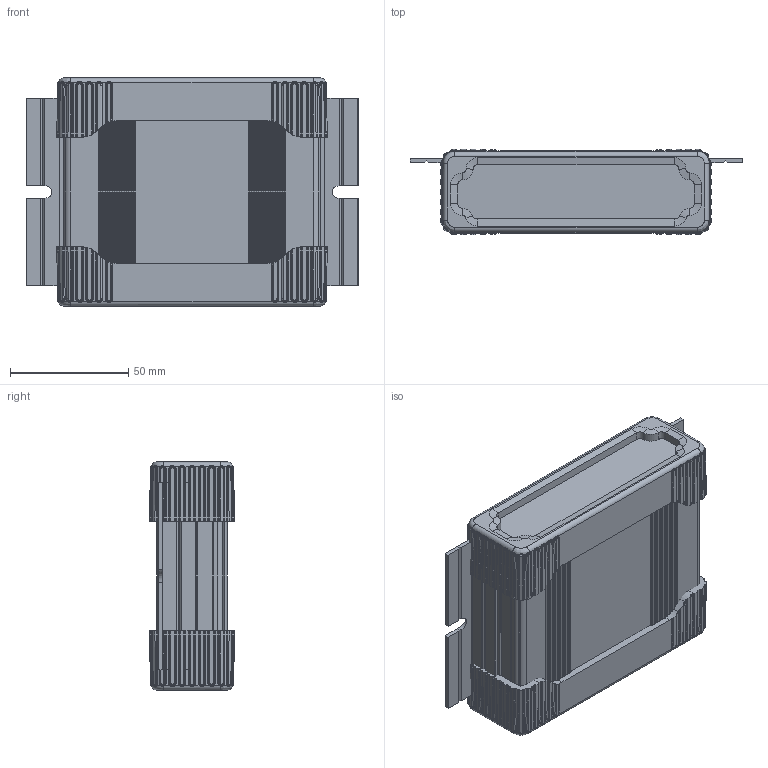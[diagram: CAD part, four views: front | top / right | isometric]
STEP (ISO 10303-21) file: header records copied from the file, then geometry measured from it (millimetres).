
FILE_DESCRIPTION (( 'STEP AP203' ), '1' );
FILE_NAME ('b2-080_asm.STEP', '2019-05-01T01:27:16', ( 'Rudy' ), ( '' ), 'SwSTEP 2.0', 'SolidWorks 2014', '' );
FILE_SCHEMA (( 'CONFIG_CONTROL_DESIGN' ));
Length unit declared in the file: inch
Products named in the file (26): SK-2-SEALING-KIT_2; SEALING-WASHERS_8; SCREW-KB3X12_4; SK-2-SEALING-KIT_1_1; SEALING-WASHERS_1_1; SCREW-KB3X12_1_1; B2-080_1; b2-080_asm; SEALING-WASHERS_2_1; SCREW-KB3X12_2_1; EC2_END_CAP_OPTIONAL_ACCESSORY_1; SEALING-WASHERS_3_1; SCREW-KB3X12_3_1; EC2_END_CAP_OPTIONAL_ACCESSOR_1_1; SEALING-WASHERS_4_1; SCREW3X12_4; EP-2_2; SEALING-WASHERS_5_1; SCREW3X12_1_1; EP-2_1_1; SEALING-WASHERS_6_1; SCREW3X12_2_1; MF-80_2; SEALING-WASHERS_7_1; SCREW3X12_3_1; MF-80_1_1
Assembly tree (25 placements, depth 2):
  b2-080_asm
    B2-080_1
    EC2_END_CAP_OPTIONAL_ACCESSORY_1
    EC2_END_CAP_OPTIONAL_ACCESSOR_1_1
    EP-2_2
    EP-2_1_1
    MF-80_2
    MF-80_1_1
    SCREW-KB3X12_4
    SCREW-KB3X12_1_1
    SCREW-KB3X12_2_1
    SCREW-KB3X12_3_1
    SCREW3X12_4
    SCREW3X12_1_1
    SCREW3X12_2_1
    SCREW3X12_3_1
    SEALING-WASHERS_8
    SEALING-WASHERS_1_1
    SEALING-WASHERS_2_1
    SEALING-WASHERS_3_1
    SEALING-WASHERS_4_1
    SEALING-WASHERS_5_1
    SEALING-WASHERS_6_1
    SEALING-WASHERS_7_1
    SK-2-SEALING-KIT_2
    SK-2-SEALING-KIT_1_1
Bounding box: 140.5 x 36 x 96.5 mm (x, y, z)
Volume: 113444.4 mm3; surface area: 115444.2 mm2
Topology: 25 solids, 25 shells, 2482 faces, 6592 edges, 4176 vertices
Faces by surface type: cylinder 1032, bspline 650, plane 596, cone 136, torus 52, sphere 16
Entity records: 135545 total; most frequent: CARTESIAN_POINT 79229, ORIENTED_EDGE 13184, DIRECTION 8404, EDGE_CURVE 6592, VERTEX_POINT 4176, AXIS2_PLACEMENT_3D 3050, B_SPLINE_CURVE_WITH_KNOTS 2764, EDGE_LOOP 2556
